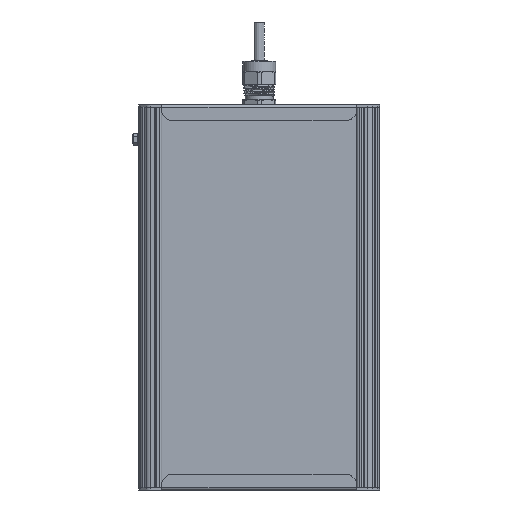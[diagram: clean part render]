
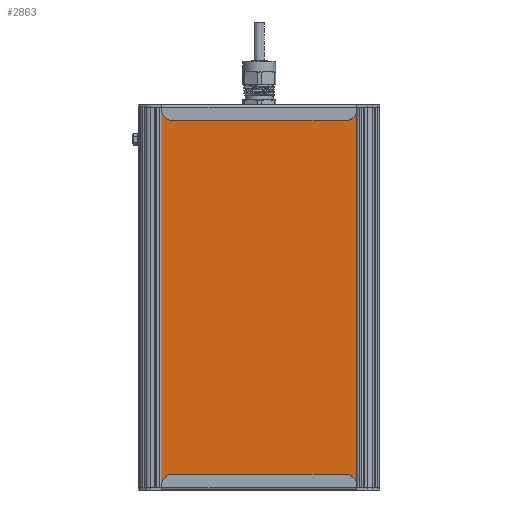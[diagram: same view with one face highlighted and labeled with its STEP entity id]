
A CAD part, front view. The second image highlights one B-rep face of the part: STEP entity #2863.
In plain terms, the highlighted face is planar.
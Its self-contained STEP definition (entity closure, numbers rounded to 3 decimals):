
#2863=ADVANCED_FACE('',(#6882),#6884,.T.);
#6882=FACE_BOUND('',#6883,.T.);
#6883=EDGE_LOOP('',(#32945,#32946,#32947,#32948));
#6884=PLANE('',#6885);
#6885=AXIS2_PLACEMENT_3D('',#6886,#6887,#6888);
#6886=CARTESIAN_POINT('',(2111.497,401.002,-34.582));
#6887=DIRECTION('',(0.,0.,-1.));
#6888=DIRECTION('',(0.,1.,0.));
#32945=ORIENTED_EDGE('',*,*,#36967,.F.);
#32946=ORIENTED_EDGE('',*,*,#36975,.F.);
#32947=ORIENTED_EDGE('',*,*,#36972,.T.);
#32948=ORIENTED_EDGE('',*,*,#36976,.F.);
#36967=EDGE_CURVE('',#40421,#40423,#40424,.T.);
#36972=EDGE_CURVE('',#40431,#40432,#40433,.T.);
#36975=EDGE_CURVE('',#40431,#40421,#40436,.T.);
#36976=EDGE_CURVE('',#40423,#40432,#40437,.T.);
#40421=VERTEX_POINT('',#48067);
#40423=VERTEX_POINT('',#48071);
#40424=LINE('',#48072,#48073);
#40431=VERTEX_POINT('',#48089);
#40432=VERTEX_POINT('',#48090);
#40433=LINE('',#48091,#48092);
#40436=LINE('',#48100,#48101);
#40437=LINE('',#48103,#48104);
#48067=CARTESIAN_POINT('',(2111.497,401.002,-34.582));
#48071=CARTESIAN_POINT('',(2407.497,401.002,-34.582));
#48072=CARTESIAN_POINT('',(2111.497,401.002,-34.582));
#48073=VECTOR('',#48074,1.);
#48074=DIRECTION('',(1.,0.,0.));
#48089=CARTESIAN_POINT('',(2111.497,565.13,-34.582));
#48090=CARTESIAN_POINT('',(2407.497,565.13,-34.582));
#48091=CARTESIAN_POINT('',(2111.497,565.13,-34.582));
#48092=VECTOR('',#48093,1.);
#48093=DIRECTION('',(1.,0.,0.));
#48100=CARTESIAN_POINT('',(2111.497,565.13,-34.582));
#48101=VECTOR('',#48102,1.);
#48102=DIRECTION('',(0.,-1.,0.));
#48103=CARTESIAN_POINT('',(2407.497,401.002,-34.582));
#48104=VECTOR('',#48105,1.);
#48105=DIRECTION('',(0.,1.,0.));
